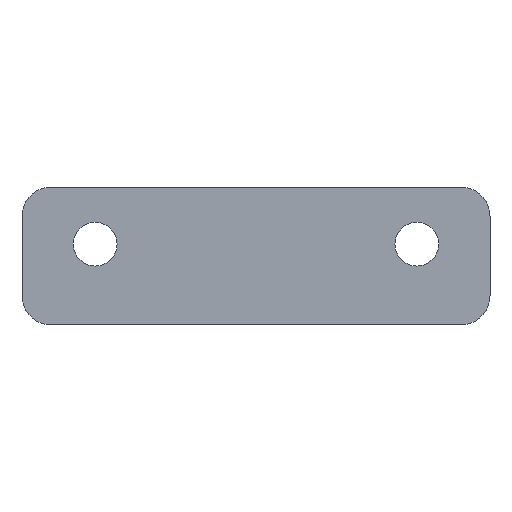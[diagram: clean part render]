
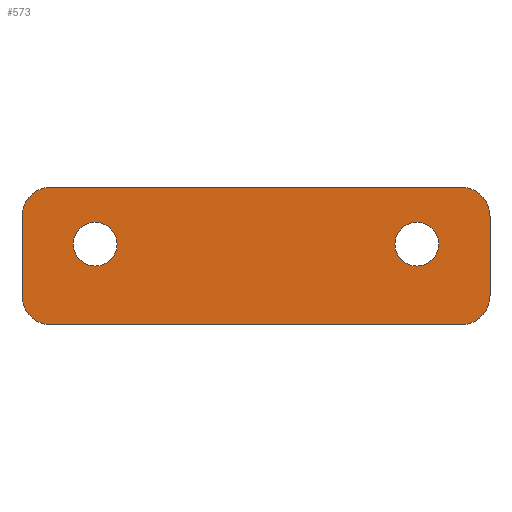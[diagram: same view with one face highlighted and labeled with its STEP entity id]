
A CAD part, front view. The second image highlights one B-rep face of the part: STEP entity #573.
In plain terms, the highlighted planar face has unit normal (0, -1, 0).
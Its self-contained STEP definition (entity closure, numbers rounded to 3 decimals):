
#29=FACE_BOUND('',#82,.T.);
#30=FACE_BOUND('',#83,.T.);
#33=PLANE('',#623);
#49=FACE_OUTER_BOUND('',#81,.T.);
#81=EDGE_LOOP('',(#391,#392,#393,#394,#395,#396,#397,#398));
#82=EDGE_LOOP('',(#399));
#83=EDGE_LOOP('',(#400));
#118=LINE('',#878,#170);
#119=LINE('',#882,#171);
#120=LINE('',#886,#172);
#121=LINE('',#889,#173);
#170=VECTOR('',#700,1000.);
#171=VECTOR('',#703,1000.);
#172=VECTOR('',#706,1000.);
#173=VECTOR('',#709,1000.);
#223=CIRCLE('',#624,2.);
#224=CIRCLE('',#625,2.);
#225=CIRCLE('',#626,2.);
#226=CIRCLE('',#627,2.);
#227=CIRCLE('',#628,1.5);
#228=CIRCLE('',#629,1.5);
#247=VERTEX_POINT('',#874);
#248=VERTEX_POINT('',#875);
#249=VERTEX_POINT('',#877);
#250=VERTEX_POINT('',#879);
#251=VERTEX_POINT('',#881);
#252=VERTEX_POINT('',#883);
#253=VERTEX_POINT('',#885);
#254=VERTEX_POINT('',#887);
#255=VERTEX_POINT('',#890);
#256=VERTEX_POINT('',#892);
#304=EDGE_CURVE('',#247,#248,#223,.T.);
#305=EDGE_CURVE('',#249,#247,#118,.T.);
#306=EDGE_CURVE('',#250,#249,#224,.T.);
#307=EDGE_CURVE('',#251,#250,#119,.T.);
#308=EDGE_CURVE('',#252,#251,#225,.T.);
#309=EDGE_CURVE('',#253,#252,#120,.T.);
#310=EDGE_CURVE('',#254,#253,#226,.T.);
#311=EDGE_CURVE('',#254,#248,#121,.T.);
#312=EDGE_CURVE('',#255,#255,#227,.T.);
#313=EDGE_CURVE('',#256,#256,#228,.T.);
#391=ORIENTED_EDGE('',*,*,#304,.F.);
#392=ORIENTED_EDGE('',*,*,#305,.F.);
#393=ORIENTED_EDGE('',*,*,#306,.F.);
#394=ORIENTED_EDGE('',*,*,#307,.F.);
#395=ORIENTED_EDGE('',*,*,#308,.F.);
#396=ORIENTED_EDGE('',*,*,#309,.F.);
#397=ORIENTED_EDGE('',*,*,#310,.F.);
#398=ORIENTED_EDGE('',*,*,#311,.T.);
#399=ORIENTED_EDGE('',*,*,#312,.F.);
#400=ORIENTED_EDGE('',*,*,#313,.F.);
#573=ADVANCED_FACE('',(#49,#29,#30),#33,.F.);
#623=AXIS2_PLACEMENT_3D('',#873,#696,#697);
#624=AXIS2_PLACEMENT_3D('',#876,#698,#699);
#625=AXIS2_PLACEMENT_3D('',#880,#701,#702);
#626=AXIS2_PLACEMENT_3D('',#884,#704,#705);
#627=AXIS2_PLACEMENT_3D('',#888,#707,#708);
#628=AXIS2_PLACEMENT_3D('',#891,#710,#711);
#629=AXIS2_PLACEMENT_3D('',#893,#712,#713);
#696=DIRECTION('center_axis',(0.,1.,0.));
#697=DIRECTION('ref_axis',(-1.,0.,0.));
#698=DIRECTION('center_axis',(0.,1.,0.));
#699=DIRECTION('ref_axis',(-0.707,0.,-0.707));
#700=DIRECTION('',(-1.,0.,0.));
#701=DIRECTION('center_axis',(0.,1.,0.));
#702=DIRECTION('ref_axis',(0.707,0.,-0.707));
#703=DIRECTION('',(0.,0.,-1.));
#704=DIRECTION('center_axis',(0.,1.,0.));
#705=DIRECTION('ref_axis',(0.707,0.,0.707));
#706=DIRECTION('',(1.,0.,0.));
#707=DIRECTION('center_axis',(0.,1.,0.));
#708=DIRECTION('ref_axis',(-0.707,0.,0.707));
#709=DIRECTION('',(0.,0.,-1.));
#710=DIRECTION('center_axis',(0.,-1.,0.));
#711=DIRECTION('ref_axis',(-1.,0.,0.));
#712=DIRECTION('center_axis',(0.,-1.,0.));
#713=DIRECTION('ref_axis',(-1.,0.,0.));
#873=CARTESIAN_POINT('Origin',(4.545,3.3,43.013));
#874=CARTESIAN_POINT('',(-9.455,3.3,38.3));
#875=CARTESIAN_POINT('',(-11.455,3.3,40.3));
#876=CARTESIAN_POINT('Origin',(-9.455,3.3,40.3));
#877=CARTESIAN_POINT('',(18.545,3.3,38.3));
#878=CARTESIAN_POINT('',(20.545,3.3,38.3));
#879=CARTESIAN_POINT('',(20.545,3.3,40.3));
#880=CARTESIAN_POINT('Origin',(18.545,3.3,40.3));
#881=CARTESIAN_POINT('',(20.545,3.3,45.725));
#882=CARTESIAN_POINT('',(20.545,3.3,47.725));
#883=CARTESIAN_POINT('',(18.545,3.3,47.725));
#884=CARTESIAN_POINT('Origin',(18.545,3.3,45.725));
#885=CARTESIAN_POINT('',(-9.455,3.3,47.725));
#886=CARTESIAN_POINT('',(4.545,3.3,47.725));
#887=CARTESIAN_POINT('',(-11.455,3.3,45.725));
#888=CARTESIAN_POINT('Origin',(-9.455,3.3,45.725));
#889=CARTESIAN_POINT('',(-11.455,3.3,47.725));
#890=CARTESIAN_POINT('',(-4.955,3.3,43.825));
#891=CARTESIAN_POINT('Origin',(-6.455,3.3,43.825));
#892=CARTESIAN_POINT('',(17.045,3.3,43.825));
#893=CARTESIAN_POINT('Origin',(15.545,3.3,43.825));
